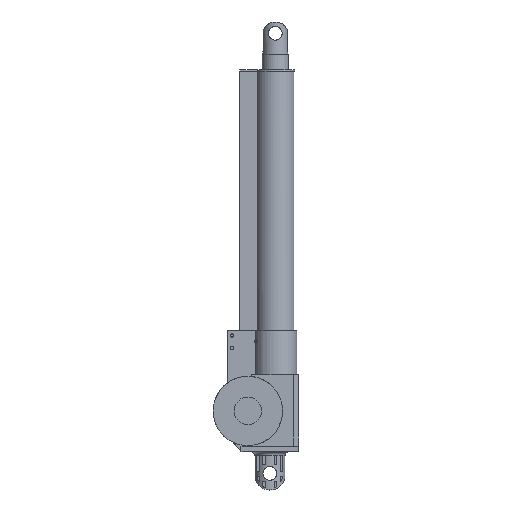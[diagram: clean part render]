
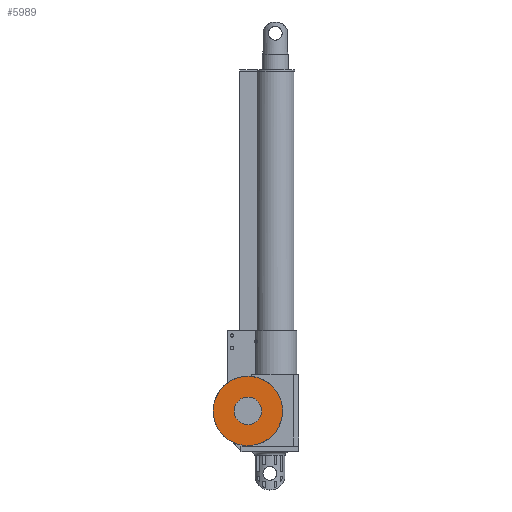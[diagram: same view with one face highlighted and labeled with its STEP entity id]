
A CAD part, left-side view. The second image highlights one B-rep face of the part: STEP entity #5989.
In plain terms, the highlighted planar face has unit normal (-1, 0, 0).
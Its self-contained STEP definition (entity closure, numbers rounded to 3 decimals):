
#3781 = CYLINDRICAL_SURFACE('',#3782,31.879);
#3782 = AXIS2_PLACEMENT_3D('',#3783,#3784,#3785);
#3783 = CARTESIAN_POINT('',(-21.59,25.16,-33.66));
#3784 = DIRECTION('',(-1.,0.,0.));
#3785 = DIRECTION('',(0.,0.,-1.));
#4892 = VERTEX_POINT('',#4893);
#4893 = CARTESIAN_POINT('',(-116.84,21.59,-65.338));
#4913 = EDGE_CURVE('',#4914,#4892,#4916,.T.);
#4914 = VERTEX_POINT('',#4915);
#4915 = CARTESIAN_POINT('',(-116.84,25.16,-1.781));
#4916 = SURFACE_CURVE('',#4917,(#4922,#4951),.PCURVE_S1.);
#4917 = CIRCLE('',#4918,31.879);
#4918 = AXIS2_PLACEMENT_3D('',#4919,#4920,#4921);
#4919 = CARTESIAN_POINT('',(-116.84,25.16,-33.66));
#4920 = DIRECTION('',(-1.,0.,0.));
#4921 = DIRECTION('',(0.,0.,-1.));
#4922 = PCURVE('',#3781,#4923);
#4923 = DEFINITIONAL_REPRESENTATION('',(#4924),#4950);
#4924 = B_SPLINE_CURVE_WITH_KNOTS('',3,(#4925,#4926,#4927,#4928,#4929,
    #4930,#4931,#4932,#4933,#4934,#4935,#4936,#4937,#4938,#4939,#4940,
    #4941,#4942,#4943,#4944,#4945,#4946,#4947,#4948,#4949),
  .UNSPECIFIED.,.F.,.F.,(4,1,1,1,1,1,1,1,1,1,1,1,1,1,1,1,1,1,1,1,1,1,4),
  (3.142,3.427,3.713,3.998,
    4.284,4.57,4.855,5.141,
    5.426,5.712,5.998,6.283,
    6.569,6.854,7.14,7.426,
    7.711,7.997,8.282,8.568,
    8.854,9.139,9.425),.UNSPECIFIED.);
#4925 = CARTESIAN_POINT('',(3.142,95.25));
#4926 = CARTESIAN_POINT('',(3.237,95.25));
#4927 = CARTESIAN_POINT('',(3.427,95.25));
#4928 = CARTESIAN_POINT('',(3.713,95.25));
#4929 = CARTESIAN_POINT('',(3.998,95.25));
#4930 = CARTESIAN_POINT('',(4.284,95.25));
#4931 = CARTESIAN_POINT('',(4.57,95.25));
#4932 = CARTESIAN_POINT('',(4.855,95.25));
#4933 = CARTESIAN_POINT('',(5.141,95.25));
#4934 = CARTESIAN_POINT('',(5.426,95.25));
#4935 = CARTESIAN_POINT('',(5.712,95.25));
#4936 = CARTESIAN_POINT('',(5.998,95.25));
#4937 = CARTESIAN_POINT('',(6.283,95.25));
#4938 = CARTESIAN_POINT('',(6.569,95.25));
#4939 = CARTESIAN_POINT('',(6.854,95.25));
#4940 = CARTESIAN_POINT('',(7.14,95.25));
#4941 = CARTESIAN_POINT('',(7.426,95.25));
#4942 = CARTESIAN_POINT('',(7.711,95.25));
#4943 = CARTESIAN_POINT('',(7.997,95.25));
#4944 = CARTESIAN_POINT('',(8.282,95.25));
#4945 = CARTESIAN_POINT('',(8.568,95.25));
#4946 = CARTESIAN_POINT('',(8.854,95.25));
#4947 = CARTESIAN_POINT('',(9.139,95.25));
#4948 = CARTESIAN_POINT('',(9.33,95.25));
#4949 = CARTESIAN_POINT('',(9.425,95.25));
#4950 = ( GEOMETRIC_REPRESENTATION_CONTEXT(2) 
PARAMETRIC_REPRESENTATION_CONTEXT() REPRESENTATION_CONTEXT('2D SPACE',''
  ) );
#4951 = PCURVE('',#4952,#4957);
#4952 = PLANE('',#4953);
#4953 = AXIS2_PLACEMENT_3D('',#4954,#4955,#4956);
#4954 = CARTESIAN_POINT('',(-116.84,25.16,-33.66));
#4955 = DIRECTION('',(1.,0.,0.));
#4956 = DIRECTION('',(0.,0.,-1.));
#4957 = DEFINITIONAL_REPRESENTATION('',(#4958),#4966);
#4958 = ( BOUNDED_CURVE() B_SPLINE_CURVE(2,(#4959,#4960,#4961,#4962,
#4963,#4964,#4965),.UNSPECIFIED.,.T.,.F.) B_SPLINE_CURVE_WITH_KNOTS((1,2
    ,2,2,2,1),(-2.094,0.,2.094,4.189,
6.283,8.378),.UNSPECIFIED.) CURVE() 
GEOMETRIC_REPRESENTATION_ITEM() RATIONAL_B_SPLINE_CURVE((1.,0.5,1.,0.5,
1.,0.5,1.)) REPRESENTATION_ITEM('') );
#4959 = CARTESIAN_POINT('',(31.879,0.));
#4960 = CARTESIAN_POINT('',(31.879,-55.215));
#4961 = CARTESIAN_POINT('',(-15.939,-27.608));
#4962 = CARTESIAN_POINT('',(-63.757,0.));
#4963 = CARTESIAN_POINT('',(-15.939,27.608));
#4964 = CARTESIAN_POINT('',(31.879,55.215));
#4965 = CARTESIAN_POINT('',(31.879,0.));
#4966 = ( GEOMETRIC_REPRESENTATION_CONTEXT(2) 
PARAMETRIC_REPRESENTATION_CONTEXT() REPRESENTATION_CONTEXT('2D SPACE',''
  ) );
#4968 = EDGE_CURVE('',#4892,#4914,#4969,.T.);
#4969 = SURFACE_CURVE('',#4970,(#4975,#4993),.PCURVE_S1.);
#4970 = CIRCLE('',#4971,31.879);
#4971 = AXIS2_PLACEMENT_3D('',#4972,#4973,#4974);
#4972 = CARTESIAN_POINT('',(-116.84,25.16,-33.66));
#4973 = DIRECTION('',(-1.,0.,0.));
#4974 = DIRECTION('',(0.,0.,-1.));
#4975 = PCURVE('',#3781,#4976);
#4976 = DEFINITIONAL_REPRESENTATION('',(#4977),#4992);
#4977 = B_SPLINE_CURVE_WITH_KNOTS('',3,(#4978,#4979,#4980,#4981,#4982,
    #4983,#4984,#4985,#4986,#4987,#4988,#4989,#4990,#4991),
  .UNSPECIFIED.,.F.,.F.,(4,1,1,1,1,1,1,1,1,1,1,4),(0.112,
    0.286,0.571,0.857,1.142,
    1.428,1.714,1.999,2.285,
    2.57,2.856,3.142),.UNSPECIFIED.);
#4978 = CARTESIAN_POINT('',(0.112,95.25));
#4979 = CARTESIAN_POINT('',(0.17,95.25));
#4980 = CARTESIAN_POINT('',(0.323,95.25));
#4981 = CARTESIAN_POINT('',(0.571,95.25));
#4982 = CARTESIAN_POINT('',(0.857,95.25));
#4983 = CARTESIAN_POINT('',(1.142,95.25));
#4984 = CARTESIAN_POINT('',(1.428,95.25));
#4985 = CARTESIAN_POINT('',(1.714,95.25));
#4986 = CARTESIAN_POINT('',(1.999,95.25));
#4987 = CARTESIAN_POINT('',(2.285,95.25));
#4988 = CARTESIAN_POINT('',(2.57,95.25));
#4989 = CARTESIAN_POINT('',(2.856,95.25));
#4990 = CARTESIAN_POINT('',(3.046,95.25));
#4991 = CARTESIAN_POINT('',(3.142,95.25));
#4992 = ( GEOMETRIC_REPRESENTATION_CONTEXT(2) 
PARAMETRIC_REPRESENTATION_CONTEXT() REPRESENTATION_CONTEXT('2D SPACE',''
  ) );
#4993 = PCURVE('',#4952,#4994);
#4994 = DEFINITIONAL_REPRESENTATION('',(#4995),#5003);
#4995 = ( BOUNDED_CURVE() B_SPLINE_CURVE(2,(#4996,#4997,#4998,#4999,
#5000,#5001,#5002),.UNSPECIFIED.,.T.,.F.) B_SPLINE_CURVE_WITH_KNOTS((1,2
    ,2,2,2,1),(-2.094,0.,2.094,4.189,
6.283,8.378),.UNSPECIFIED.) CURVE() 
GEOMETRIC_REPRESENTATION_ITEM() RATIONAL_B_SPLINE_CURVE((1.,0.5,1.,0.5,
1.,0.5,1.)) REPRESENTATION_ITEM('') );
#4996 = CARTESIAN_POINT('',(31.879,0.));
#4997 = CARTESIAN_POINT('',(31.879,-55.215));
#4998 = CARTESIAN_POINT('',(-15.939,-27.608));
#4999 = CARTESIAN_POINT('',(-63.757,0.));
#5000 = CARTESIAN_POINT('',(-15.939,27.608));
#5001 = CARTESIAN_POINT('',(31.879,55.215));
#5002 = CARTESIAN_POINT('',(31.879,0.));
#5003 = ( GEOMETRIC_REPRESENTATION_CONTEXT(2) 
PARAMETRIC_REPRESENTATION_CONTEXT() REPRESENTATION_CONTEXT('2D SPACE',''
  ) );
#5989 = ADVANCED_FACE('',(#5990,#6047),#4952,.F.);
#5990 = FACE_BOUND('',#5991,.T.);
#5991 = EDGE_LOOP('',(#5992));
#5992 = ORIENTED_EDGE('',*,*,#5993,.F.);
#5993 = EDGE_CURVE('',#5994,#5994,#5996,.T.);
#5994 = VERTEX_POINT('',#5995);
#5995 = CARTESIAN_POINT('',(-116.84,25.16,-20.96));
#5996 = SURFACE_CURVE('',#5997,(#6002,#6013),.PCURVE_S1.);
#5997 = CIRCLE('',#5998,12.7);
#5998 = AXIS2_PLACEMENT_3D('',#5999,#6000,#6001);
#5999 = CARTESIAN_POINT('',(-116.84,25.16,-33.66));
#6000 = DIRECTION('',(-1.,0.,0.));
#6001 = DIRECTION('',(0.,0.,-1.));
#6002 = PCURVE('',#4952,#6003);
#6003 = DEFINITIONAL_REPRESENTATION('',(#6004),#6012);
#6004 = ( BOUNDED_CURVE() B_SPLINE_CURVE(2,(#6005,#6006,#6007,#6008,
#6009,#6010,#6011),.UNSPECIFIED.,.F.,.F.) B_SPLINE_CURVE_WITH_KNOTS((1,2
    ,2,2,2,1),(-2.094,0.,2.094,4.189,
6.283,8.378),.UNSPECIFIED.) CURVE() 
GEOMETRIC_REPRESENTATION_ITEM() RATIONAL_B_SPLINE_CURVE((1.,0.5,1.,0.5,
1.,0.5,1.)) REPRESENTATION_ITEM('') );
#6005 = CARTESIAN_POINT('',(12.7,0.));
#6006 = CARTESIAN_POINT('',(12.7,-21.997));
#6007 = CARTESIAN_POINT('',(-6.35,-10.999));
#6008 = CARTESIAN_POINT('',(-25.4,0.));
#6009 = CARTESIAN_POINT('',(-6.35,10.999));
#6010 = CARTESIAN_POINT('',(12.7,21.997));
#6011 = CARTESIAN_POINT('',(12.7,0.));
#6012 = ( GEOMETRIC_REPRESENTATION_CONTEXT(2) 
PARAMETRIC_REPRESENTATION_CONTEXT() REPRESENTATION_CONTEXT('2D SPACE',''
  ) );
#6013 = PCURVE('',#6014,#6019);
#6014 = CYLINDRICAL_SURFACE('',#6015,12.7);
#6015 = AXIS2_PLACEMENT_3D('',#6016,#6017,#6018);
#6016 = CARTESIAN_POINT('',(-118.11,25.16,-33.66));
#6017 = DIRECTION('',(1.,0.,0.));
#6018 = DIRECTION('',(0.,0.,-1.));
#6019 = DEFINITIONAL_REPRESENTATION('',(#6020),#6046);
#6020 = B_SPLINE_CURVE_WITH_KNOTS('',3,(#6021,#6022,#6023,#6024,#6025,
    #6026,#6027,#6028,#6029,#6030,#6031,#6032,#6033,#6034,#6035,#6036,
    #6037,#6038,#6039,#6040,#6041,#6042,#6043,#6044,#6045),
  .UNSPECIFIED.,.F.,.F.,(4,1,1,1,1,1,1,1,1,1,1,1,1,1,1,1,1,1,1,1,1,1,4),
  (3.142,3.427,3.713,3.998,
    4.284,4.57,4.855,5.141,
    5.426,5.712,5.998,6.283,
    6.569,6.854,7.14,7.426,
    7.711,7.997,8.282,8.568,
    8.854,9.139,9.425),.UNSPECIFIED.);
#6021 = CARTESIAN_POINT('',(9.425,1.27));
#6022 = CARTESIAN_POINT('',(9.33,1.27));
#6023 = CARTESIAN_POINT('',(9.139,1.27));
#6024 = CARTESIAN_POINT('',(8.854,1.27));
#6025 = CARTESIAN_POINT('',(8.568,1.27));
#6026 = CARTESIAN_POINT('',(8.282,1.27));
#6027 = CARTESIAN_POINT('',(7.997,1.27));
#6028 = CARTESIAN_POINT('',(7.711,1.27));
#6029 = CARTESIAN_POINT('',(7.426,1.27));
#6030 = CARTESIAN_POINT('',(7.14,1.27));
#6031 = CARTESIAN_POINT('',(6.854,1.27));
#6032 = CARTESIAN_POINT('',(6.569,1.27));
#6033 = CARTESIAN_POINT('',(6.283,1.27));
#6034 = CARTESIAN_POINT('',(5.998,1.27));
#6035 = CARTESIAN_POINT('',(5.712,1.27));
#6036 = CARTESIAN_POINT('',(5.426,1.27));
#6037 = CARTESIAN_POINT('',(5.141,1.27));
#6038 = CARTESIAN_POINT('',(4.855,1.27));
#6039 = CARTESIAN_POINT('',(4.57,1.27));
#6040 = CARTESIAN_POINT('',(4.284,1.27));
#6041 = CARTESIAN_POINT('',(3.998,1.27));
#6042 = CARTESIAN_POINT('',(3.713,1.27));
#6043 = CARTESIAN_POINT('',(3.427,1.27));
#6044 = CARTESIAN_POINT('',(3.237,1.27));
#6045 = CARTESIAN_POINT('',(3.142,1.27));
#6046 = ( GEOMETRIC_REPRESENTATION_CONTEXT(2) 
PARAMETRIC_REPRESENTATION_CONTEXT() REPRESENTATION_CONTEXT('2D SPACE',''
  ) );
#6047 = FACE_BOUND('',#6048,.T.);
#6048 = EDGE_LOOP('',(#6049,#6050));
#6049 = ORIENTED_EDGE('',*,*,#4913,.T.);
#6050 = ORIENTED_EDGE('',*,*,#4968,.T.);
